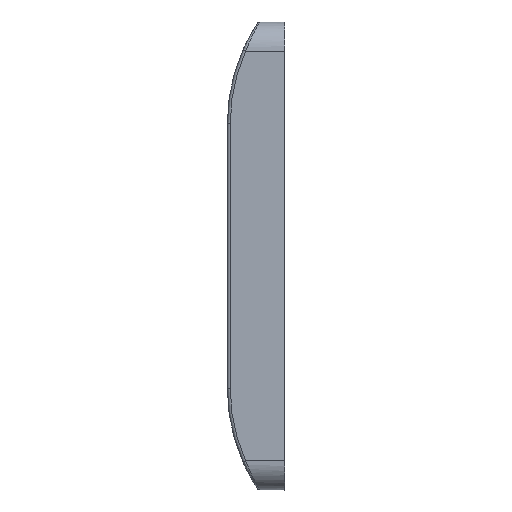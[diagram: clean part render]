
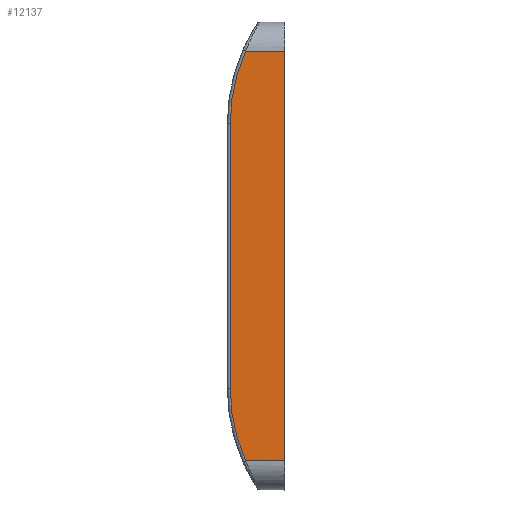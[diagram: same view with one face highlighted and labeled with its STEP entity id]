
A CAD part, left-side view. The second image highlights one B-rep face of the part: STEP entity #12137.
In plain terms, the highlighted planar face has unit normal (-1, 0, 0).
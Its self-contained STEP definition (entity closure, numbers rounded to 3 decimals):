
#93=DIRECTION('',(0.,0.,-1.));
#94=VECTOR('',#93,45.33);
#95=CARTESIAN_POINT('',(-40.,8.,22.665));
#96=LINE('',#95,#94);
#170=DIRECTION('',(0.,-1.,0.));
#171=VECTOR('',#170,6.694);
#172=CARTESIAN_POINT('',(-40.,5.394,-35.));
#173=LINE('',#172,#171);
#209=CARTESIAN_POINT('',(-40.,-22.5,22.665));
#210=DIRECTION('',(1.,0.,0.));
#211=DIRECTION('',(0.,1.,0.));
#212=AXIS2_PLACEMENT_3D('',#209,#210,#211);
#214=CARTESIAN_POINT('',(-40.,-22.5,-22.665));
#215=DIRECTION('',(1.,0.,0.));
#216=DIRECTION('',(0.,0.915,-0.404));
#217=AXIS2_PLACEMENT_3D('',#214,#215,#216);
#223=DIRECTION('',(0.,1.,0.));
#224=VECTOR('',#223,6.694);
#225=CARTESIAN_POINT('',(-40.,-1.3,35.));
#226=LINE('',#225,#224);
#374=DIRECTION('',(0.,0.,1.));
#375=VECTOR('',#374,70.);
#376=CARTESIAN_POINT('',(-40.,-1.3,-35.));
#377=LINE('',#376,#375);
#9386=CARTESIAN_POINT('',(-40.,8.,-22.665));
#9387=VERTEX_POINT('',#9386);
#9388=CARTESIAN_POINT('',(-40.,5.394,-35.));
#9389=VERTEX_POINT('',#9388);
#9390=CARTESIAN_POINT('',(-40.,8.,22.665));
#9391=VERTEX_POINT('',#9390);
#9394=CARTESIAN_POINT('',(-40.,5.394,35.));
#9395=VERTEX_POINT('',#9394);
#9415=CARTESIAN_POINT('',(-40.,-1.3,-35.));
#9416=VERTEX_POINT('',#9415);
#9417=CARTESIAN_POINT('',(-40.,-1.3,35.));
#9418=VERTEX_POINT('',#9417);
#12122=CARTESIAN_POINT('',(-40.,3.5,0.));
#12123=DIRECTION('',(1.,0.,0.));
#12124=DIRECTION('',(0.,0.,-1.));
#12125=AXIS2_PLACEMENT_3D('',#12122,#12123,#12124);
#12126=PLANE('',#12125);
#12127=ORIENTED_EDGE('',*,*,#11897,.F.);
#12128=ORIENTED_EDGE('',*,*,#11913,.T.);
#12130=ORIENTED_EDGE('',*,*,#12129,.F.);
#12132=ORIENTED_EDGE('',*,*,#12131,.F.);
#12133=ORIENTED_EDGE('',*,*,#12005,.F.);
#12134=ORIENTED_EDGE('',*,*,#11881,.T.);
#12135=EDGE_LOOP('',(#12127,#12128,#12130,#12132,#12133,#12134));
#12136=FACE_OUTER_BOUND('',#12135,.F.);
#213=CIRCLE('',#212,30.5);
#218=CIRCLE('',#217,30.5);
#11881=EDGE_CURVE('',#9389,#9387,#218,.T.);
#11897=EDGE_CURVE('',#9391,#9387,#96,.T.);
#11913=EDGE_CURVE('',#9391,#9395,#213,.T.);
#12005=EDGE_CURVE('',#9389,#9416,#173,.T.);
#12129=EDGE_CURVE('',#9418,#9395,#226,.T.);
#12131=EDGE_CURVE('',#9416,#9418,#377,.T.);
#12137=ADVANCED_FACE('',(#12136),#12126,.F.);
